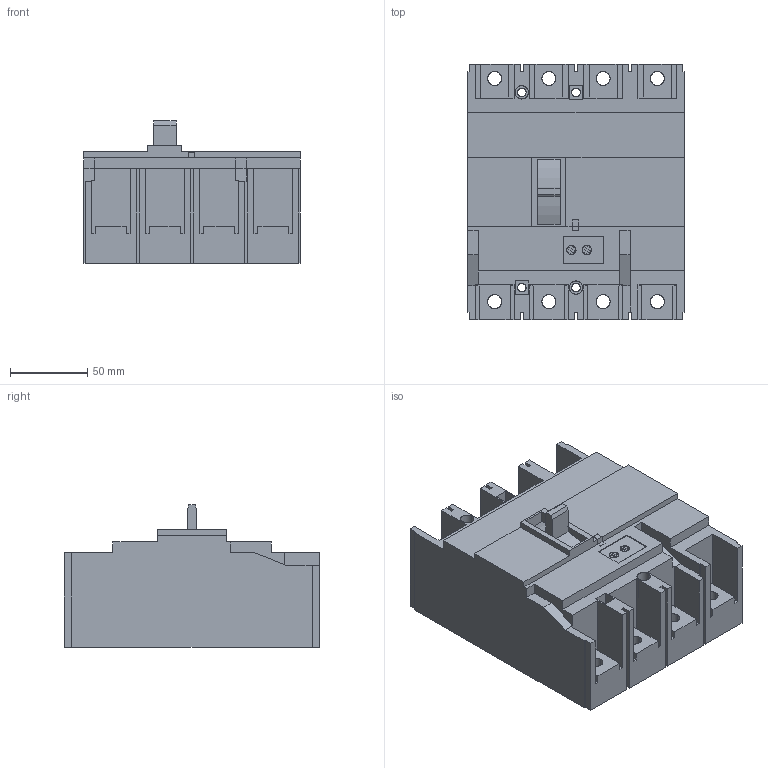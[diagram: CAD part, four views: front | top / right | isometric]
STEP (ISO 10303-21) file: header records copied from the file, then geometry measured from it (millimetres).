
FILE_DESCRIPTION(('FreeCAD Model'),'2;1');
FILE_NAME('S250 4P FC.step', '2019-08-19T15:10:16',('Author'),(''), 'Open CASCADE STEP processor 7.2','FreeCAD','Unknown');
FILE_SCHEMA(('AUTOMOTIVE_DESIGN { 1 0 10303 214 1 1 1 1 }'));
Length unit declared in the file: millimetre
Products named in the file (2): S250_4P_FC001; S250_4P_FC
Bounding box: 140 x 165 x 92 mm (x, y, z)
Surface area: 138450.3 mm2 (no closed solid volume)
Topology: 0 solids, 270 shells, 270 faces, 3000 edges, 3000 vertices
Faces by surface type: bspline 214, revolution 56
Entity records: 49147 total; most frequent: CARTESIAN_POINT 17841, B_SPLINE_CURVE_WITH_KNOTS 4624, ORIENTED_EDGE 3000, EDGE_CURVE 3000, VERTEX_POINT 3000, SURFACE_CURVE 3000, PCURVE 3000, DEFINITIONAL_REPRESENTATION 3000
